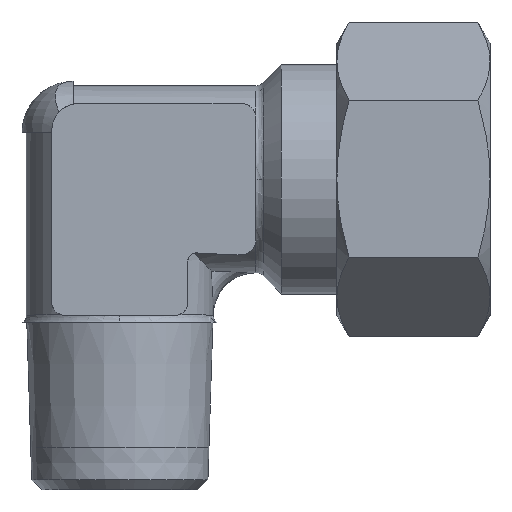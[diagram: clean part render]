
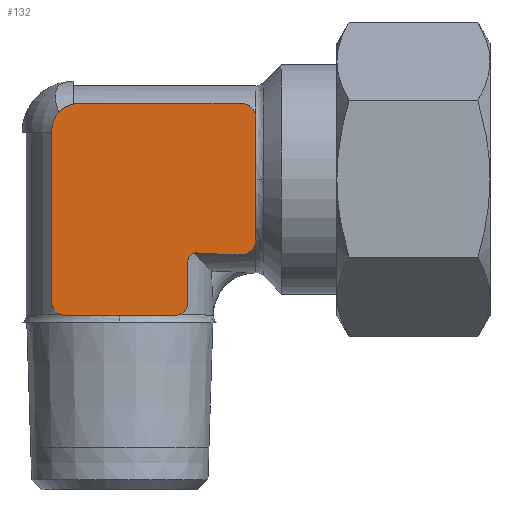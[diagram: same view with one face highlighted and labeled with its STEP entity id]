
A CAD part, top view. The second image highlights one B-rep face of the part: STEP entity #132.
In plain terms, the highlighted planar face has unit normal (0, 0, 1).
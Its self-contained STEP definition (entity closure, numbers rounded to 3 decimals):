
#132=ADVANCED_FACE('',(#332),#333,.T.);
#332=FACE_OUTER_BOUND('',#560,.T.);
#333=PLANE('',#561);
#560=EDGE_LOOP('',(#1298,#1299,#1300,#1301,#1302,#1303,#1304,#1305,#1306,#1307,#1308,#1309,#1310,#1311,#1312,#1313));
#561=AXIS2_PLACEMENT_3D('',#1314,#1315,#1316);
#1298=ORIENTED_EDGE('',*,*,#1762,.F.);
#1299=ORIENTED_EDGE('',*,*,#1778,.F.);
#1300=ORIENTED_EDGE('',*,*,#1776,.F.);
#1301=ORIENTED_EDGE('',*,*,#1773,.F.);
#1302=ORIENTED_EDGE('',*,*,#1570,.F.);
#1303=ORIENTED_EDGE('',*,*,#1771,.F.);
#1304=ORIENTED_EDGE('',*,*,#1768,.F.);
#1305=ORIENTED_EDGE('',*,*,#1766,.F.);
#1306=ORIENTED_EDGE('',*,*,#1764,.F.);
#1307=ORIENTED_EDGE('',*,*,#1576,.F.);
#1308=ORIENTED_EDGE('',*,*,#1755,.F.);
#1309=ORIENTED_EDGE('',*,*,#1745,.F.);
#1310=ORIENTED_EDGE('',*,*,#1588,.F.);
#1311=ORIENTED_EDGE('',*,*,#1738,.F.);
#1312=ORIENTED_EDGE('',*,*,#1595,.F.);
#1313=ORIENTED_EDGE('',*,*,#1731,.F.);
#1314=CARTESIAN_POINT('',(3.429,33.494,11.5));
#1315=DIRECTION('',(0.0,0.0,1.0));
#1316=DIRECTION('',(1.0,0.0,0.0));
#1570=EDGE_CURVE('',#1903,#1906,#1907,.T.);
#1576=EDGE_CURVE('',#1915,#1911,#1917,.T.);
#1588=EDGE_CURVE('',#1937,#1934,#1939,.T.);
#1595=EDGE_CURVE('',#1951,#1953,#1954,.T.);
#1731=EDGE_CURVE('',#2172,#1951,#2174,.T.);
#1738=EDGE_CURVE('',#1953,#1937,#2183,.T.);
#1745=EDGE_CURVE('',#1934,#2194,#2195,.T.);
#1755=EDGE_CURVE('',#2194,#1915,#2208,.T.);
#1762=EDGE_CURVE('',#2216,#2172,#2218,.T.);
#1764=EDGE_CURVE('',#1911,#2220,#2221,.T.);
#1766=EDGE_CURVE('',#2220,#2223,#2224,.T.);
#1768=EDGE_CURVE('',#2223,#2226,#2227,.T.);
#1771=EDGE_CURVE('',#2226,#1903,#2230,.T.);
#1773=EDGE_CURVE('',#1906,#2233,#2234,.T.);
#1776=EDGE_CURVE('',#2233,#2237,#2238,.T.);
#1778=EDGE_CURVE('',#2237,#2216,#2240,.T.);
#1903=VERTEX_POINT('',#2490);
#1906=VERTEX_POINT('',#2494);
#1907=CIRCLE('',#2495,0.958);
#1911=VERTEX_POINT('',#2513);
#1915=VERTEX_POINT('',#2533);
#1917=CIRCLE('',#2536,1.773);
#1934=VERTEX_POINT('',#2585);
#1937=VERTEX_POINT('',#2592);
#1939=CIRCLE('',#2595,1.773);
#1951=VERTEX_POINT('',#2625);
#1953=VERTEX_POINT('',#2628);
#1954=CIRCLE('',#2629,3.233);
#2172=VERTEX_POINT('',#3549);
#2174=LINE('',#3552,#3553);
#2183=LINE('',#3567,#3568);
#2194=VERTEX_POINT('',#3597);
#2195=CIRCLE('',#3598,1.773);
#2208=LINE('',#3631,#3632);
#2216=VERTEX_POINT('',#3644);
#2218=CIRCLE('',#3647,1.5);
#2220=VERTEX_POINT('',#3664);
#2221=CIRCLE('',#3665,1.773);
#2223=VERTEX_POINT('',#3668);
#2224=LINE('',#3669,#3670);
#2226=VERTEX_POINT('',#3673);
#2227=LINE('',#3674,#3675);
#2230=CIRCLE('',#3692,0.958);
#2233=VERTEX_POINT('',#3696);
#2234=LINE('',#3697,#3698);
#2237=VERTEX_POINT('',#3718);
#2238=CIRCLE('',#3719,1.5);
#2240=LINE('',#3722,#3723);
#2490=CARTESIAN_POINT('',(7.999,26.864,11.5));
#2494=CARTESIAN_POINT('',(7.999,26.835,11.5));
#2495=AXIS2_PLACEMENT_3D('',#3868,#3869,#3870);
#2513=CARTESIAN_POINT('',(16.003,29.369,11.5));
#2533=CARTESIAN_POINT('',(15.999,29.49,11.5));
#2536=AXIS2_PLACEMENT_3D('',#3874,#3875,#3876);
#2585=CARTESIAN_POINT('',(16.003,43.631,11.5));
#2592=CARTESIAN_POINT('',(14.499,45.384,11.5));
#2595=AXIS2_PLACEMENT_3D('',#3889,#3890,#3891);
#2625=CARTESIAN_POINT('',(-8.001,42.155,11.5));
#2628=CARTESIAN_POINT('',(-5.001,45.384,11.5));
#2629=AXIS2_PLACEMENT_3D('',#3898,#3899,#3900);
#3549=CARTESIAN_POINT('',(-8.001,22.,11.5));
#3552=CARTESIAN_POINT('',(-8.001,22.,11.5));
#3553=VECTOR('',#4084,1.0);
#3567=CARTESIAN_POINT('',(-5.001,45.384,11.5));
#3568=VECTOR('',#4093,1.0);
#3597=CARTESIAN_POINT('',(15.999,43.51,11.5));
#3598=AXIS2_PLACEMENT_3D('',#4102,#4103,#4104);
#3631=CARTESIAN_POINT('',(15.999,29.49,11.5));
#3632=VECTOR('',#4118,1.0);
#3644=CARTESIAN_POINT('',(-6.501,20.5,11.5));
#3647=AXIS2_PLACEMENT_3D('',#4127,#4128,#4129);
#3664=CARTESIAN_POINT('',(14.499,27.616,11.5));
#3665=AXIS2_PLACEMENT_3D('',#4130,#4131,#4132);
#3668=CARTESIAN_POINT('',(12.921,27.616,11.5));
#3669=CARTESIAN_POINT('',(12.921,27.616,11.5));
#3670=VECTOR('',#4134,1.0);
#3673=CARTESIAN_POINT('',(8.999,27.821,11.5));
#3674=CARTESIAN_POINT('',(8.999,27.821,11.5));
#3675=VECTOR('',#4136,1.0);
#3692=AXIS2_PLACEMENT_3D('',#4138,#4139,#4140);
#3696=CARTESIAN_POINT('',(7.999,22.,11.5));
#3697=CARTESIAN_POINT('',(7.999,26.835,11.5));
#3698=VECTOR('',#4142,1.0);
#3718=CARTESIAN_POINT('',(6.499,20.5,11.5));
#3719=AXIS2_PLACEMENT_3D('',#4144,#4145,#4146);
#3722=CARTESIAN_POINT('',(-6.501,20.5,11.5));
#3723=VECTOR('',#4148,1.0);
#3868=CARTESIAN_POINT('',(8.956,26.864,11.5));
#3869=DIRECTION('',(0.0,0.0,1.0));
#3870=DIRECTION('',(1.0,0.0,0.0));
#3874=CARTESIAN_POINT('',(14.23,29.369,11.5));
#3875=DIRECTION('',(0.0,0.0,-1.0));
#3876=DIRECTION('',(1.0,0.0,0.0));
#3889=CARTESIAN_POINT('',(14.23,43.631,11.5));
#3890=DIRECTION('',(0.0,0.0,-1.0));
#3891=DIRECTION('',(1.0,0.0,0.0));
#3898=CARTESIAN_POINT('',(-4.768,42.159,11.5));
#3899=DIRECTION('',(0.0,0.0,-1.0));
#3900=DIRECTION('',(1.0,0.0,0.0));
#4084=DIRECTION('',(0.0,1.0,0.0));
#4093=DIRECTION('',(1.0,0.0,0.0));
#4102=CARTESIAN_POINT('',(14.23,43.631,11.5));
#4103=DIRECTION('',(0.0,0.0,-1.0));
#4104=DIRECTION('',(1.0,0.0,0.0));
#4118=DIRECTION('',(0.,-1.0,-0.0));
#4127=CARTESIAN_POINT('',(-6.501,22.,11.5));
#4128=DIRECTION('',(0.0,0.0,-1.0));
#4129=DIRECTION('',(1.0,0.0,0.0));
#4130=CARTESIAN_POINT('',(14.23,29.369,11.5));
#4131=DIRECTION('',(0.0,0.0,-1.0));
#4132=DIRECTION('',(1.0,0.0,0.0));
#4134=DIRECTION('',(-1.0,-0.0,-0.0));
#4136=DIRECTION('',(-0.999,0.052,0.0));
#4138=CARTESIAN_POINT('',(8.956,26.864,11.5));
#4139=DIRECTION('',(0.0,0.0,1.0));
#4140=DIRECTION('',(1.0,0.0,0.0));
#4142=DIRECTION('',(0.0,-1.0,0.0));
#4144=CARTESIAN_POINT('',(6.499,22.,11.5));
#4145=DIRECTION('',(0.0,0.0,-1.0));
#4146=DIRECTION('',(1.0,0.0,0.0));
#4148=DIRECTION('',(-1.0,-0.0,-0.0));
